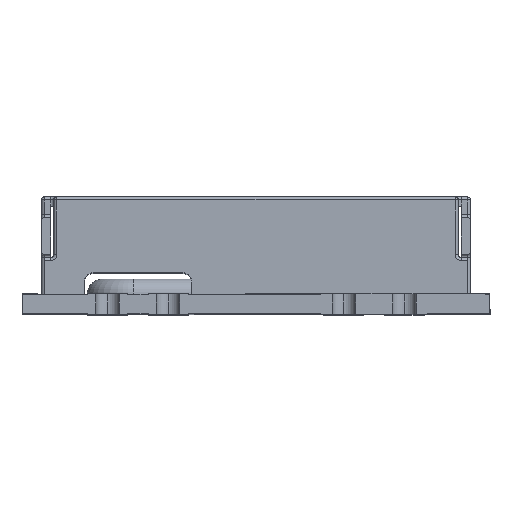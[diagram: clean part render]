
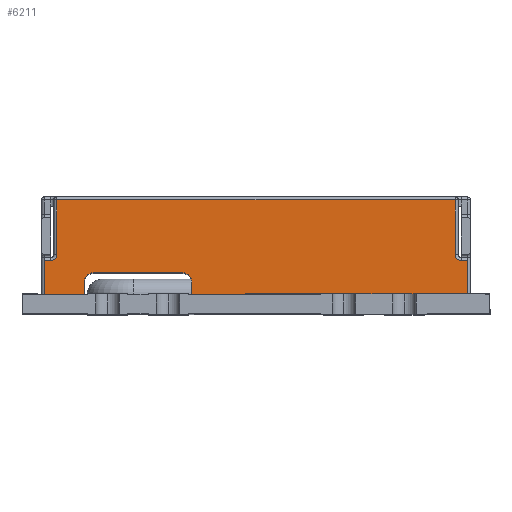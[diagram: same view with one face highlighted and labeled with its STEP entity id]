
A CAD part, top view. The second image highlights one B-rep face of the part: STEP entity #6211.
In plain terms, the highlighted planar face has unit normal (0, 0, 1).
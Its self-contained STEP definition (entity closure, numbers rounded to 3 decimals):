
#239 = EDGE_CURVE ( 'NONE', #8459, #27831, #13535, .T. ) ;
#767 = EDGE_CURVE ( 'NONE', #27831, #13244, #964, .T. ) ;
#781 = DIRECTION ( 'NONE',  ( 0., -1., 0. ) ) ;
#964 = LINE ( 'NONE', #29144, #2510 ) ;
#1441 = EDGE_CURVE ( 'NONE', #28839, #21899, #23924, .T. ) ;
#1764 = CARTESIAN_POINT ( 'NONE',  ( -6.885, 0.635, 6.985 ) ) ;
#2195 = LINE ( 'NONE', #9582, #18074 ) ;
#2510 = VECTOR ( 'NONE', #14843, 1000. ) ;
#2518 = CARTESIAN_POINT ( 'NONE',  ( 6.485, 3.51, 6.985 ) ) ;
#2571 = CARTESIAN_POINT ( 'NONE',  ( -0.34, 0.645, 6.985 ) ) ;
#2586 = CARTESIAN_POINT ( 'NONE',  ( -5.595, 0.635, 6.985 ) ) ;
#3134 = AXIS2_PLACEMENT_3D ( 'NONE', #21770, #14987, #28411 ) ;
#3259 = CARTESIAN_POINT ( 'NONE',  ( -5.295, 1.335, 6.985 ) ) ;
#3317 = LINE ( 'NONE', #12517, #18795 ) ;
#3441 = VECTOR ( 'NONE', #4788, 1000. ) ;
#3538 = DIRECTION ( 'NONE',  ( 0., 0., 1. ) ) ;
#3653 = DIRECTION ( 'NONE',  ( -1., 0., 0. ) ) ;
#3728 = VERTEX_POINT ( 'NONE', #26585 ) ;
#3925 = DIRECTION ( 'NONE',  ( -1., 0., 0. ) ) ;
#3980 = DIRECTION ( 'NONE',  ( -1., 0., 0. ) ) ;
#4175 = LINE ( 'NONE', #20161, #6685 ) ;
#4448 = EDGE_CURVE ( 'NONE', #24488, #3728, #7096, .T. ) ;
#4570 = CARTESIAN_POINT ( 'NONE',  ( -6.885, 1.735, 6.985 ) ) ;
#4755 = EDGE_CURVE ( 'NONE', #24488, #13765, #3317, .T. ) ;
#4788 = DIRECTION ( 'NONE',  ( 0., 1., 0. ) ) ;
#4845 = VERTEX_POINT ( 'NONE', #8732 ) ;
#5437 = LINE ( 'NONE', #2571, #9809 ) ;
#5464 = CARTESIAN_POINT ( 'NONE',  ( 6.685, 1.735, 6.985 ) ) ;
#5732 = ORIENTED_EDGE ( 'NONE', *, *, #1441, .F. ) ;
#5756 = CARTESIAN_POINT ( 'NONE',  ( 6.885, 1.735, 6.985 ) ) ;
#6211 = ADVANCED_FACE ( 'NONE', ( #26302 ), #21206, .F. ) ;
#6337 = EDGE_CURVE ( 'NONE', #10121, #28839, #23179, .T. ) ;
#6522 = VECTOR ( 'NONE', #6993, 1000. ) ;
#6685 = VECTOR ( 'NONE', #29654, 1000. ) ;
#6945 = DIRECTION ( 'NONE',  ( 1., 0., 0. ) ) ;
#6985 = VERTEX_POINT ( 'NONE', #9658 ) ;
#6993 = DIRECTION ( 'NONE',  ( 0., -1., 0. ) ) ;
#7073 = EDGE_CURVE ( 'NONE', #29530, #10121, #10239, .T. ) ;
#7096 = LINE ( 'NONE', #13576, #11523 ) ;
#7136 = CARTESIAN_POINT ( 'NONE',  ( -2.095, 1.035, 6.985 ) ) ;
#7319 = EDGE_LOOP ( 'NONE', ( #17928, #26140, #22379, #13852, #20194, #8354, #11887, #22056, #16375, #12854, #24238, #18680, #11031, #17073, #5732, #25174, #19407, #16797 ) ) ;
#7878 = EDGE_CURVE ( 'NONE', #8459, #25456, #20400, .T. ) ;
#8012 = CARTESIAN_POINT ( 'NONE',  ( 6.885, 0.635, 6.985 ) ) ;
#8091 = EDGE_CURVE ( 'NONE', #25675, #6985, #5437, .T. ) ;
#8354 = ORIENTED_EDGE ( 'NONE', *, *, #239, .T. ) ;
#8459 = VERTEX_POINT ( 'NONE', #23185 ) ;
#8577 = VERTEX_POINT ( 'NONE', #29038 ) ;
#8732 = CARTESIAN_POINT ( 'NONE',  ( 6.885, 0.645, 6.985 ) ) ;
#8871 = CARTESIAN_POINT ( 'NONE',  ( -0.34, 0.645, 6.985 ) ) ;
#9105 = LINE ( 'NONE', #11509, #6522 ) ;
#9417 = CARTESIAN_POINT ( 'NONE',  ( -6.685, 1.935, 6.985 ) ) ;
#9582 = CARTESIAN_POINT ( 'NONE',  ( 6.985, 0.645, 6.985 ) ) ;
#9583 = CARTESIAN_POINT ( 'NONE',  ( -6.585, 3.51, 6.985 ) ) ;
#9658 = CARTESIAN_POINT ( 'NONE',  ( -0.34, 0.635, 6.985 ) ) ;
#9809 = VECTOR ( 'NONE', #28214, 1000. ) ;
#10121 = VERTEX_POINT ( 'NONE', #7136 ) ;
#10212 = DIRECTION ( 'NONE',  ( -1., 0., 0. ) ) ;
#10239 = LINE ( 'NONE', #24269, #29096 ) ;
#10584 = DIRECTION ( 'NONE',  ( 0., 0., 1. ) ) ;
#11031 = ORIENTED_EDGE ( 'NONE', *, *, #22137, .F. ) ;
#11038 = EDGE_CURVE ( 'NONE', #13244, #22334, #9105, .T. ) ;
#11295 = LINE ( 'NONE', #13258, #22899 ) ;
#11509 = CARTESIAN_POINT ( 'NONE',  ( -6.485, 3.51, 6.985 ) ) ;
#11517 = EDGE_CURVE ( 'NONE', #27456, #13765, #11295, .T. ) ;
#11523 = VECTOR ( 'NONE', #6945, 1000. ) ;
#11887 = ORIENTED_EDGE ( 'NONE', *, *, #767, .T. ) ;
#12420 = EDGE_CURVE ( 'NONE', #27456, #22334, #23421, .T. ) ;
#12517 = CARTESIAN_POINT ( 'NONE',  ( -6.885, 0.635, 6.985 ) ) ;
#12536 = CARTESIAN_POINT ( 'NONE',  ( 6.485, 3.71, 6.985 ) ) ;
#12674 = CARTESIAN_POINT ( 'NONE',  ( -6.485, 1.935, 6.985 ) ) ;
#12854 = ORIENTED_EDGE ( 'NONE', *, *, #11517, .T. ) ;
#13244 = VERTEX_POINT ( 'NONE', #28897 ) ;
#13258 = CARTESIAN_POINT ( 'NONE',  ( -6.585, 1.735, 6.985 ) ) ;
#13535 = LINE ( 'NONE', #2518, #3441 ) ;
#13576 = CARTESIAN_POINT ( 'NONE',  ( -6.585, 0.635, 6.985 ) ) ;
#13601 = DIRECTION ( 'NONE',  ( -1., 0., 0. ) ) ;
#13765 = VERTEX_POINT ( 'NONE', #4570 ) ;
#13792 = DIRECTION ( 'NONE',  ( 0., 0., 1. ) ) ;
#13852 = ORIENTED_EDGE ( 'NONE', *, *, #19229, .T. ) ;
#14255 = DIRECTION ( 'NONE',  ( -1., 0., 0. ) ) ;
#14437 = EDGE_CURVE ( 'NONE', #4845, #25675, #2195, .T. ) ;
#14497 = CARTESIAN_POINT ( 'NONE',  ( -2.395, 1.335, 6.985 ) ) ;
#14814 = EDGE_CURVE ( 'NONE', #21899, #8577, #16129, .T. ) ;
#14843 = DIRECTION ( 'NONE',  ( -1., 0., 0. ) ) ;
#14987 = DIRECTION ( 'NONE',  ( 0., 0., 1. ) ) ;
#15287 = CARTESIAN_POINT ( 'NONE',  ( -2.395, 1.035, 6.985 ) ) ;
#15360 = DIRECTION ( 'NONE',  ( 0., 1., 0. ) ) ;
#15447 = AXIS2_PLACEMENT_3D ( 'NONE', #9583, #26017, #26155 ) ;
#16129 = CIRCLE ( 'NONE', #3134, 0.3 ) ;
#16375 = ORIENTED_EDGE ( 'NONE', *, *, #12420, .F. ) ;
#16797 = ORIENTED_EDGE ( 'NONE', *, *, #19355, .T. ) ;
#16924 = AXIS2_PLACEMENT_3D ( 'NONE', #15287, #3538, #3980 ) ;
#17073 = ORIENTED_EDGE ( 'NONE', *, *, #14814, .F. ) ;
#17928 = ORIENTED_EDGE ( 'NONE', *, *, #8091, .F. ) ;
#17992 = AXIS2_PLACEMENT_3D ( 'NONE', #24167, #10584, #3653 ) ;
#18074 = VECTOR ( 'NONE', #14255, 1000. ) ;
#18680 = ORIENTED_EDGE ( 'NONE', *, *, #4448, .T. ) ;
#18795 = VECTOR ( 'NONE', #24425, 1000. ) ;
#19229 = EDGE_CURVE ( 'NONE', #23431, #25456, #28611, .T. ) ;
#19355 = EDGE_CURVE ( 'NONE', #29530, #6985, #4175, .T. ) ;
#19407 = ORIENTED_EDGE ( 'NONE', *, *, #7073, .F. ) ;
#19506 = CARTESIAN_POINT ( 'NONE',  ( -5.295, 1.335, 6.985 ) ) ;
#20161 = CARTESIAN_POINT ( 'NONE',  ( -6.585, 0.635, 6.985 ) ) ;
#20194 = ORIENTED_EDGE ( 'NONE', *, *, #7878, .F. ) ;
#20400 = CIRCLE ( 'NONE', #17992, 0.2 ) ;
#21206 = PLANE ( 'NONE',  #15447 ) ;
#21770 = CARTESIAN_POINT ( 'NONE',  ( -5.295, 1.035, 6.985 ) ) ;
#21899 = VERTEX_POINT ( 'NONE', #19506 ) ;
#22056 = ORIENTED_EDGE ( 'NONE', *, *, #11038, .T. ) ;
#22137 = EDGE_CURVE ( 'NONE', #8577, #3728, #25213, .T. ) ;
#22334 = VERTEX_POINT ( 'NONE', #12674 ) ;
#22379 = ORIENTED_EDGE ( 'NONE', *, *, #27885, .F. ) ;
#22751 = VECTOR ( 'NONE', #13601, 1000. ) ;
#22899 = VECTOR ( 'NONE', #3925, 1000. ) ;
#23179 = CIRCLE ( 'NONE', #16924, 0.3 ) ;
#23185 = CARTESIAN_POINT ( 'NONE',  ( 6.485, 1.935, 6.985 ) ) ;
#23421 = CIRCLE ( 'NONE', #25832, 0.2 ) ;
#23431 = VERTEX_POINT ( 'NONE', #5756 ) ;
#23710 = LINE ( 'NONE', #8012, #26175 ) ;
#23924 = LINE ( 'NONE', #3259, #22751 ) ;
#23946 = CARTESIAN_POINT ( 'NONE',  ( -6.585, 1.735, 6.985 ) ) ;
#24014 = VECTOR ( 'NONE', #10212, 1000. ) ;
#24167 = CARTESIAN_POINT ( 'NONE',  ( 6.685, 1.935, 6.985 ) ) ;
#24238 = ORIENTED_EDGE ( 'NONE', *, *, #4755, .F. ) ;
#24269 = CARTESIAN_POINT ( 'NONE',  ( -2.095, 0.635, 6.985 ) ) ;
#24425 = DIRECTION ( 'NONE',  ( 0., 1., 0. ) ) ;
#24488 = VERTEX_POINT ( 'NONE', #1764 ) ;
#25174 = ORIENTED_EDGE ( 'NONE', *, *, #6337, .F. ) ;
#25213 = LINE ( 'NONE', #2586, #28228 ) ;
#25456 = VERTEX_POINT ( 'NONE', #5464 ) ;
#25675 = VERTEX_POINT ( 'NONE', #8871 ) ;
#25832 = AXIS2_PLACEMENT_3D ( 'NONE', #9417, #13792, #29630 ) ;
#26017 = DIRECTION ( 'NONE',  ( 0., 0., -1. ) ) ;
#26140 = ORIENTED_EDGE ( 'NONE', *, *, #14437, .F. ) ;
#26155 = DIRECTION ( 'NONE',  ( -1., 0., 0. ) ) ;
#26175 = VECTOR ( 'NONE', #781, 1000. ) ;
#26302 = FACE_OUTER_BOUND ( 'NONE', #7319, .T. ) ;
#26585 = CARTESIAN_POINT ( 'NONE',  ( -5.595, 0.635, 6.985 ) ) ;
#27456 = VERTEX_POINT ( 'NONE', #27547 ) ;
#27547 = CARTESIAN_POINT ( 'NONE',  ( -6.685, 1.735, 6.985 ) ) ;
#27627 = DIRECTION ( 'NONE',  ( 0., -1., 0. ) ) ;
#27831 = VERTEX_POINT ( 'NONE', #12536 ) ;
#27885 = EDGE_CURVE ( 'NONE', #23431, #4845, #23710, .T. ) ;
#27968 = CARTESIAN_POINT ( 'NONE',  ( -2.095, 0.635, 6.985 ) ) ;
#28214 = DIRECTION ( 'NONE',  ( 0., -1., 0. ) ) ;
#28228 = VECTOR ( 'NONE', #27627, 1000. ) ;
#28411 = DIRECTION ( 'NONE',  ( -1., 0., 0. ) ) ;
#28611 = LINE ( 'NONE', #23946, #24014 ) ;
#28839 = VERTEX_POINT ( 'NONE', #14497 ) ;
#28897 = CARTESIAN_POINT ( 'NONE',  ( -6.485, 3.71, 6.985 ) ) ;
#29038 = CARTESIAN_POINT ( 'NONE',  ( -5.595, 1.035, 6.985 ) ) ;
#29096 = VECTOR ( 'NONE', #15360, 1000. ) ;
#29144 = CARTESIAN_POINT ( 'NONE',  ( -6.585, 3.71, 6.985 ) ) ;
#29530 = VERTEX_POINT ( 'NONE', #27968 ) ;
#29630 = DIRECTION ( 'NONE',  ( -1., 0., 0. ) ) ;
#29654 = DIRECTION ( 'NONE',  ( 1., 0., 0. ) ) ;
